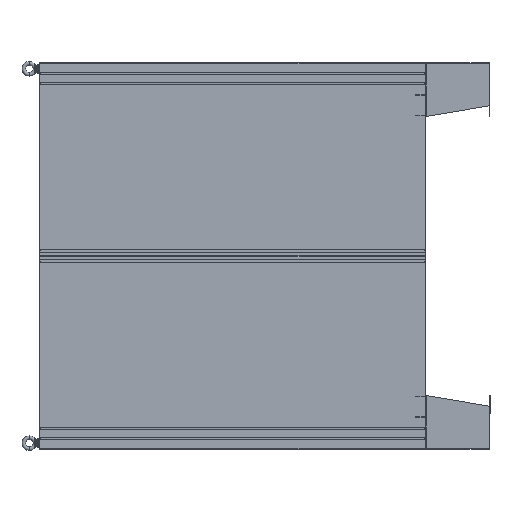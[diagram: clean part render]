
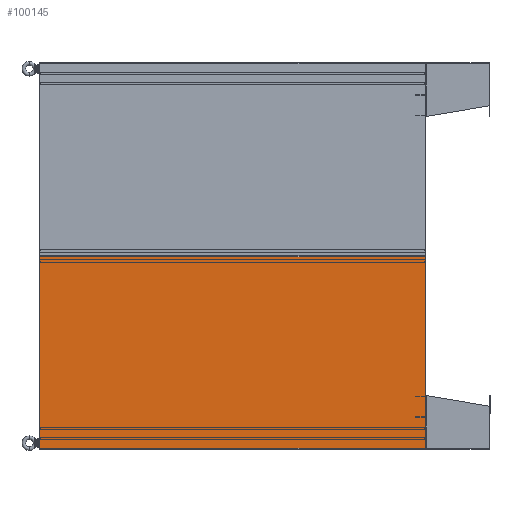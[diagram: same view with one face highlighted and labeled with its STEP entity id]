
A CAD part, left-side view. The second image highlights one B-rep face of the part: STEP entity #100145.
In plain terms, the highlighted face is planar.
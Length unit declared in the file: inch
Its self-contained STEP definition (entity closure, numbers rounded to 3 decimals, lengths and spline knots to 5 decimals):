
#483 = EDGE_CURVE ( 'NONE', #185504, #27358, #111671, .T. ) ;
#12230 = EDGE_LOOP ( 'NONE', ( #174316, #159988, #56087, #40801 ) ) ;
#16516 = PLANE ( 'NONE',  #159587 ) ;
#17267 = CARTESIAN_POINT ( 'NONE',  ( 0.143, 0.095, 0. ) ) ;
#24036 = DIRECTION ( 'NONE',  ( -1., 0., 0. ) ) ;
#27358 = VERTEX_POINT ( 'NONE', #47393 ) ;
#28393 = LINE ( 'NONE', #90568, #119449 ) ;
#29199 = DIRECTION ( 'NONE',  ( 1., 0., 0. ) ) ;
#31777 = DIRECTION ( 'NONE',  ( 0., 0., 1. ) ) ;
#38714 = LINE ( 'NONE', #192633, #56900 ) ;
#39297 = CARTESIAN_POINT ( 'NONE',  ( 36.0315, 0.095, 0. ) ) ;
#40801 = ORIENTED_EDGE ( 'NONE', *, *, #483, .T. ) ;
#44631 = EDGE_CURVE ( 'NONE', #170085, #185504, #28393, .T. ) ;
#47393 = CARTESIAN_POINT ( 'NONE',  ( 0.143, 0.095, 35.9675 ) ) ;
#56087 = ORIENTED_EDGE ( 'NONE', *, *, #44631, .T. ) ;
#56900 = VECTOR ( 'NONE', #29199, 39.37008 ) ;
#56988 = VECTOR ( 'NONE', #31777, 39.37008 ) ;
#84067 = CARTESIAN_POINT ( 'NONE',  ( 35.8885, 0.095, -35.9675 ) ) ;
#90568 = CARTESIAN_POINT ( 'NONE',  ( 36.0315, 0.095, -35.9675 ) ) ;
#99468 = DIRECTION ( 'NONE',  ( 0., 0., -1. ) ) ;
#100145 = ADVANCED_FACE ( 'NONE', ( #102132 ), #16516, .T. ) ;
#100869 = CARTESIAN_POINT ( 'NONE',  ( 35.8885, 0.095, 0. ) ) ;
#102132 = FACE_OUTER_BOUND ( 'NONE', #12230, .T. ) ;
#108054 = EDGE_CURVE ( 'NONE', #132323, #170085, #119876, .T. ) ;
#111671 = LINE ( 'NONE', #17267, #56988 ) ;
#119449 = VECTOR ( 'NONE', #174061, 39.37008 ) ;
#119876 = LINE ( 'NONE', #100869, #190071 ) ;
#132323 = VERTEX_POINT ( 'NONE', #200889 ) ;
#151341 = EDGE_CURVE ( 'NONE', #27358, #132323, #38714, .T. ) ;
#159587 = AXIS2_PLACEMENT_3D ( 'NONE', #39297, #205598, #24036 ) ;
#159988 = ORIENTED_EDGE ( 'NONE', *, *, #108054, .T. ) ;
#170085 = VERTEX_POINT ( 'NONE', #84067 ) ;
#174061 = DIRECTION ( 'NONE',  ( -1., 0., 0. ) ) ;
#174316 = ORIENTED_EDGE ( 'NONE', *, *, #151341, .T. ) ;
#177209 = CARTESIAN_POINT ( 'NONE',  ( 0.143, 0.095, -35.9675 ) ) ;
#185504 = VERTEX_POINT ( 'NONE', #177209 ) ;
#190071 = VECTOR ( 'NONE', #99468, 39.37008 ) ;
#192633 = CARTESIAN_POINT ( 'NONE',  ( 36.0315, 0.095, 35.9675 ) ) ;
#200889 = CARTESIAN_POINT ( 'NONE',  ( 35.8885, 0.095, 35.9675 ) ) ;
#205598 = DIRECTION ( 'NONE',  ( 0., 1., 0. ) ) ;
